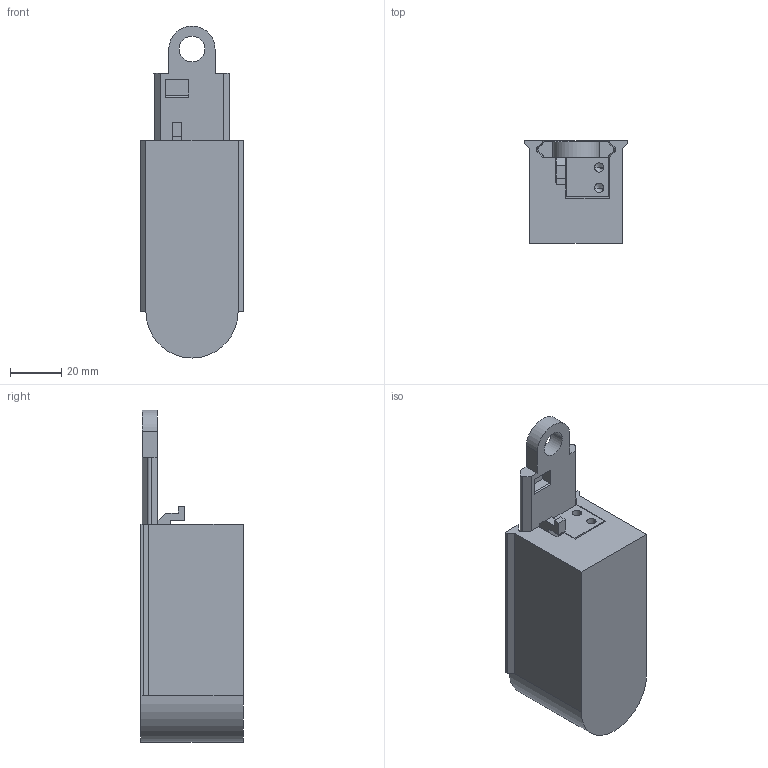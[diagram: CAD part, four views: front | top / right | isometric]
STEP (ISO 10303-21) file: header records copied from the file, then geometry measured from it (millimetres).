
FILE_DESCRIPTION (( 'STEP AP214' ), '1' );
FILE_NAME ('z³o¿enie szczelny pojemnik awaryjny.STEP', '2025-05-11T12:18:00', ( '' ), ( '' ), 'SwSTEP 2.0', 'SolidWorks 2024', '' );
FILE_SCHEMA (( 'AUTOMOTIVE_DESIGN' ));
Length unit declared in the file: millimetre
Products named in the file (4): Pojemnik-pin zatrzaskujący awaryjmy; Pojemnik-pokrywa awaryjny; złożenie szczelny pojemnik awaryjny; Pojemnik-zbiornik awaryjny
Assembly tree (3 placements, depth 2):
  złożenie szczelny pojemnik awaryjny
    Pojemnik-zbiornik awaryjny
    Pojemnik-pin zatrzaskujący awaryjmy
    Pojemnik-pokrywa awaryjny
Bounding box: 40 x 40 x 129.52 mm (x, y, z)
Volume: 77684.9 mm3; surface area: 32814.2 mm2
Topology: 4 solids, 4 shells, 179 faces, 451 edges, 274 vertices
Faces by surface type: plane 109, cylinder 42, cone 11, bspline 8, torus 5, sphere 4
Entity records: 5945 total; most frequent: CARTESIAN_POINT 1600, ORIENTED_EDGE 876, DIRECTION 872, EDGE_CURVE 438, VECTOR 312, LINE 312, AXIS2_PLACEMENT_3D 280, VERTEX_POINT 274
